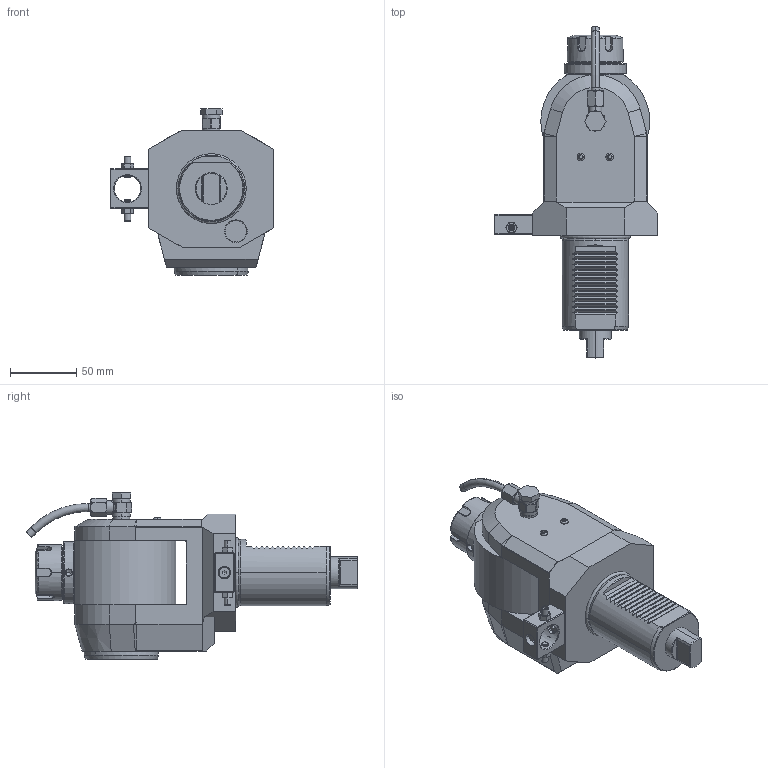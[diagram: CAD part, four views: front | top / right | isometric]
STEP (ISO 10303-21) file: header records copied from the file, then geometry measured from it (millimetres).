
FILE_DESCRIPTION((''),'2;1');
FILE_NAME('NGT1_50_521_25_1_2B','2023-05-08T',('vali'),('NOVA GRUP'),'PRO/ENGINEER BY PARAMETRIC TECHNOLOGY CORPORATION, 2010280','PRO/ENGINEER BY PARAMETRIC TECHNOLOGY CORPORATION, 2010280','');
FILE_SCHEMA(('CONFIG_CONTROL_DESIGN'));
Length unit declared in the file: millimetre
Products named in the file (1): NGT1_50_521_25_1_2B
Bounding box: 123 x 249.67 x 124.9 mm (x, y, z)
Volume: 1012208.4 mm3; surface area: 90875.4 mm2
Topology: 1 solids, 2 shells, 616 faces, 1538 edges, 935 vertices
Faces by surface type: plane 269, cylinder 146, cone 82, bspline 82, torus 37
Entity records: 27072 total; most frequent: CARTESIAN_POINT 13355, ORIENTED_EDGE 3024, DIRECTION 2514, EDGE_CURVE 1512, VERTEX_POINT 935, AXIS2_PLACEMENT_3D 874, VECTOR 766, LINE 766
